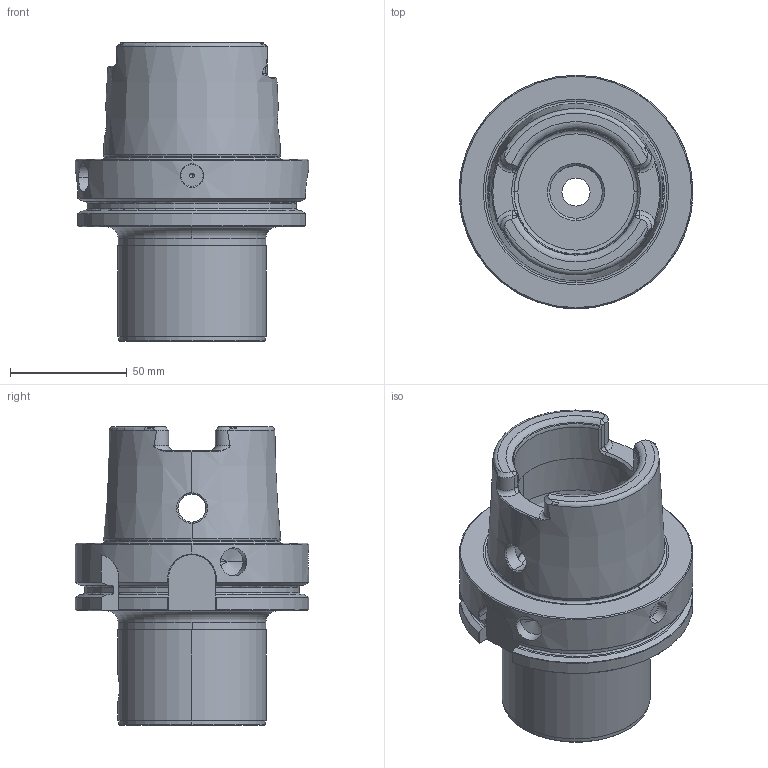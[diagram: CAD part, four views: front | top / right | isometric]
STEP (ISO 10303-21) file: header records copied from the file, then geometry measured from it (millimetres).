
FILE_DESCRIPTION(('no description'),'unknown implementation level');
FILE_NAME('70C3DCB4-FE79-48DD-8F28-1A364A290C0F_export.stp',' ',('CIMSOURCE GmbH'),('CADClick - KiM GmbH - www.kimweb.de'),'unknown preprocess','ACIS','unknown authorization');
FILE_SCHEMA(('automotive_design'));
Length unit declared in the file: millimetre
Products named in the file (2): 324.561 Kaiser HSK-A100 X CK6 X 115|324.561 Kaiser HSK-A100 X CK6 X 115_Standard;NONE; 324.561 Kaiser HSK-A100 X CK6 X 115|690.436 Kaiser ETL M12 X 18 CK6_Standard;NONE
Bounding box: 99.93 x 99.93 x 127.9 mm (x, y, z)
Volume: 362096.3 mm3; surface area: 65138.2 mm2
Topology: 2 solids, 2 shells, 280 faces, 723 edges, 445 vertices
Faces by surface type: cone 89, plane 77, cylinder 64, torus 34, bspline 16
Entity records: 19559 total; most frequent: CARTESIAN_POINT 4953, STYLED_ITEM 1444, PRESENTATION_STYLE_ASSIGNMENT 1444, COLOUR_RGB 1444, ORIENTED_EDGE 1434, DIRECTION 1312, EDGE_CURVE 717, CURVE_STYLE 717
